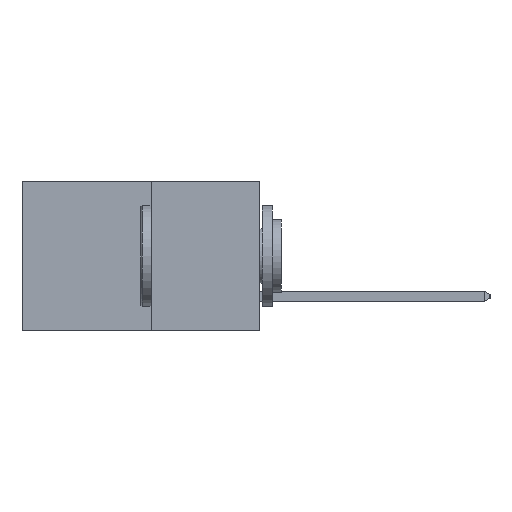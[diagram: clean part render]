
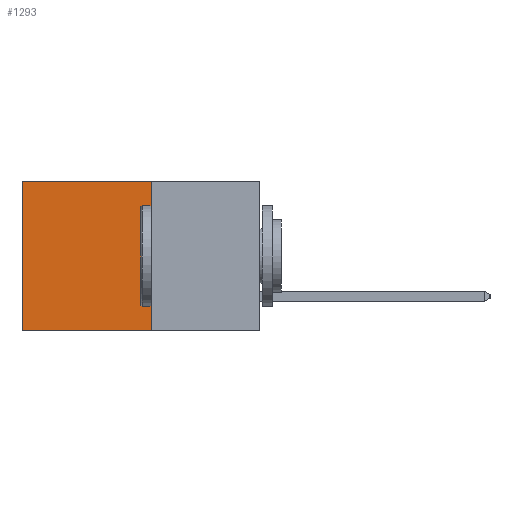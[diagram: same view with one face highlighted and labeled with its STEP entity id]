
A CAD part, left-side view. The second image highlights one B-rep face of the part: STEP entity #1293.
In plain terms, the highlighted planar face has unit normal (-1, 0, 0).
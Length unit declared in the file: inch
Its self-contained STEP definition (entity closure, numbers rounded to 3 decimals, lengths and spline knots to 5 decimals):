
#284 = DIRECTION ( 'NONE',  ( 0., 0., -1. ) ) ;
#390 = LINE ( 'NONE', #8752, #7374 ) ;
#677 = ORIENTED_EDGE ( 'NONE', *, *, #7508, .T. ) ;
#717 = VERTEX_POINT ( 'NONE', #6725 ) ;
#867 = CARTESIAN_POINT ( 'NONE',  ( 0.277, 0.59, 0. ) ) ;
#1293 = ADVANCED_FACE ( 'NONE', ( #4192 ), #6020, .F. ) ;
#3044 = EDGE_CURVE ( 'NONE', #11913, #717, #4729, .T. ) ;
#3374 = CARTESIAN_POINT ( 'NONE',  ( 0.277, 0.27, -0.37 ) ) ;
#4192 = FACE_OUTER_BOUND ( 'NONE', #9485, .T. ) ;
#4195 = ORIENTED_EDGE ( 'NONE', *, *, #7870, .T. ) ;
#4225 = CARTESIAN_POINT ( 'NONE',  ( 0.277, 0.59, -0.37 ) ) ;
#4427 = CARTESIAN_POINT ( 'NONE',  ( 0.277, 0.27, 0. ) ) ;
#4729 = LINE ( 'NONE', #8569, #6973 ) ;
#4852 = AXIS2_PLACEMENT_3D ( 'NONE', #3374, #10337, #284 ) ;
#6020 = PLANE ( 'NONE',  #4852 ) ;
#6415 = CARTESIAN_POINT ( 'NONE',  ( 0.277, 0.59, -0.37 ) ) ;
#6418 = DIRECTION ( 'NONE',  ( 0., 0., -1. ) ) ;
#6657 = EDGE_CURVE ( 'NONE', #717, #10845, #10794, .T. ) ;
#6725 = CARTESIAN_POINT ( 'NONE',  ( 0.277, 0.27, -0.37 ) ) ;
#6800 = VECTOR ( 'NONE', #8018, 39.37008 ) ;
#6973 = VECTOR ( 'NONE', #9412, 39.37008 ) ;
#7374 = VECTOR ( 'NONE', #8726, 39.37008 ) ;
#7508 = EDGE_CURVE ( 'NONE', #11913, #11145, #390, .T. ) ;
#7870 = EDGE_CURVE ( 'NONE', #11145, #10845, #8562, .T. ) ;
#8018 = DIRECTION ( 'NONE',  ( 0., 1., 0. ) ) ;
#8268 = VECTOR ( 'NONE', #6418, 39.37008 ) ;
#8279 = CARTESIAN_POINT ( 'NONE',  ( 0.277, 0.27, -0.37 ) ) ;
#8562 = LINE ( 'NONE', #6415, #8268 ) ;
#8569 = CARTESIAN_POINT ( 'NONE',  ( 0.277, 0.27, -0.37 ) ) ;
#8726 = DIRECTION ( 'NONE',  ( 0., 1., 0. ) ) ;
#8752 = CARTESIAN_POINT ( 'NONE',  ( 0.277, 0.27, 0. ) ) ;
#9412 = DIRECTION ( 'NONE',  ( 0., 0., -1. ) ) ;
#9485 = EDGE_LOOP ( 'NONE', ( #4195, #10760, #11246, #677 ) ) ;
#10337 = DIRECTION ( 'NONE',  ( 1., 0., 0. ) ) ;
#10760 = ORIENTED_EDGE ( 'NONE', *, *, #6657, .F. ) ;
#10794 = LINE ( 'NONE', #8279, #6800 ) ;
#10845 = VERTEX_POINT ( 'NONE', #4225 ) ;
#11145 = VERTEX_POINT ( 'NONE', #867 ) ;
#11246 = ORIENTED_EDGE ( 'NONE', *, *, #3044, .F. ) ;
#11913 = VERTEX_POINT ( 'NONE', #4427 ) ;
